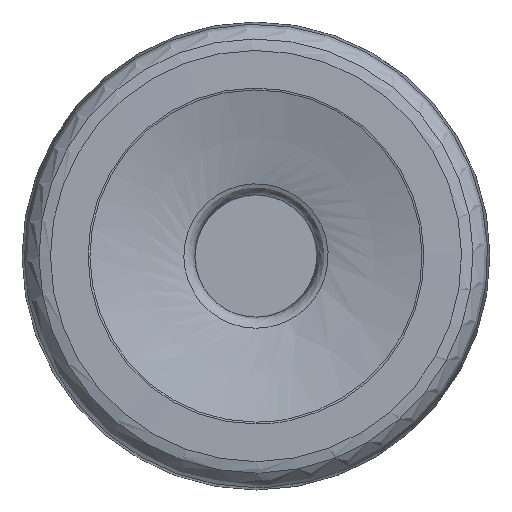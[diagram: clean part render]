
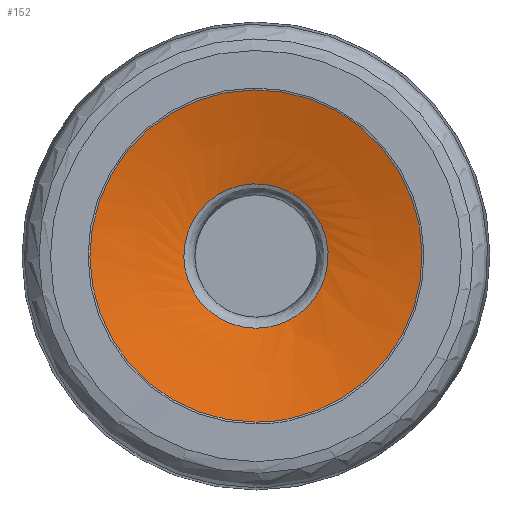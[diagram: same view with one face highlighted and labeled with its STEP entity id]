
A CAD part, left-side view. The second image highlights one B-rep face of the part: STEP entity #152.
In plain terms, the highlighted face is a revolution surface.
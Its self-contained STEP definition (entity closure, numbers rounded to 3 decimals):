
#46=SURFACE_OF_REVOLUTION('',#84,#66);
#66=AXIS1_PLACEMENT('',#895,#632);
#84=B_SPLINE_CURVE_WITH_KNOTS('',3,(#881,#882,#883,#884,#885,#886,#887,
#888,#889,#890,#891,#892,#893,#894),.UNSPECIFIED.,.F.,.F.,(4,2,2,2,2,2,
4),(0.,0.125,0.25,0.5,0.75,0.875,1.),.UNSPECIFIED.);
#152=ADVANCED_FACE('',(#220,#221),#46,.T.);
#220=FACE_BOUND('',#288,.T.);
#221=FACE_BOUND('',#289,.T.);
#288=EDGE_LOOP('',(#356));
#289=EDGE_LOOP('',(#357));
#356=ORIENTED_EDGE('',*,*,#427,.F.);
#357=ORIENTED_EDGE('',*,*,#426,.T.);
#392=VERTEX_POINT('',#864);
#393=VERTEX_POINT('',#880);
#426=EDGE_CURVE('',#392,#392,#460,.T.);
#427=EDGE_CURVE('',#393,#393,#461,.T.);
#460=CIRCLE('',#510,2.495);
#461=CIRCLE('',#511,5.741);
#510=AXIS2_PLACEMENT_3D('',#863,#627,#628);
#511=AXIS2_PLACEMENT_3D('',#879,#630,#631);
#627=DIRECTION('',(1.,0.,0.));
#628=DIRECTION('',(0.,0.,-1.));
#630=DIRECTION('',(1.,0.,0.));
#631=DIRECTION('',(0.,0.,-1.));
#632=DIRECTION('',(1.,0.,0.));
#863=CARTESIAN_POINT('',(0.84,0.,0.));
#864=CARTESIAN_POINT('',(0.84,0.,-2.495));
#879=CARTESIAN_POINT('',(0.006,0.,0.));
#880=CARTESIAN_POINT('',(0.006,0.,-5.741));
#881=CARTESIAN_POINT('',(0.84,-2.203,1.172));
#882=CARTESIAN_POINT('',(0.816,-2.374,1.138));
#883=CARTESIAN_POINT('',(0.801,-2.537,1.105));
#884=CARTESIAN_POINT('',(0.748,-2.844,1.044));
#885=CARTESIAN_POINT('',(0.712,-2.989,1.017));
#886=CARTESIAN_POINT('',(0.599,-3.418,0.935));
#887=CARTESIAN_POINT('',(0.523,-3.704,0.882));
#888=CARTESIAN_POINT('',(0.373,-4.277,0.773));
#889=CARTESIAN_POINT('',(0.299,-4.565,0.718));
#890=CARTESIAN_POINT('',(0.185,-4.994,0.637));
#891=CARTESIAN_POINT('',(0.147,-5.137,0.61));
#892=CARTESIAN_POINT('',(0.07,-5.421,0.557));
#893=CARTESIAN_POINT('',(0.035,-5.568,0.529));
#894=CARTESIAN_POINT('',(0.006,-5.72,0.499));
#895=CARTESIAN_POINT('',(24.35,0.,0.));
